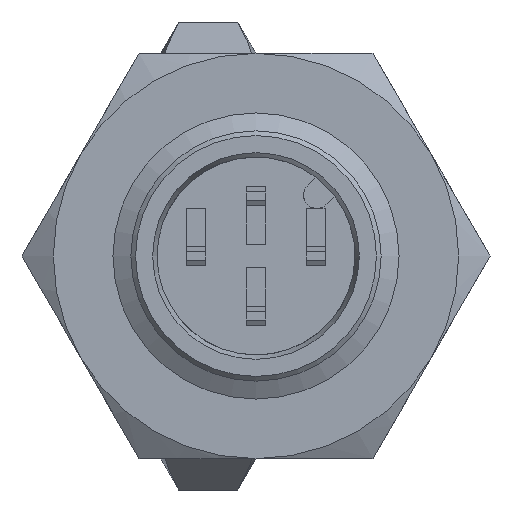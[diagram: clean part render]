
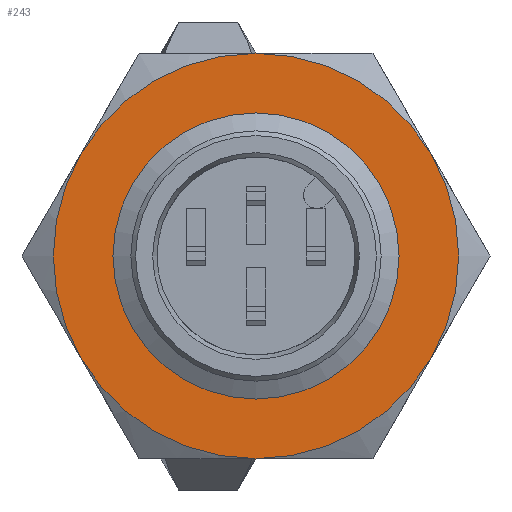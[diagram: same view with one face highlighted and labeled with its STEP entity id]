
A CAD part, left-side view. The second image highlights one B-rep face of the part: STEP entity #243.
In plain terms, the highlighted face is planar.
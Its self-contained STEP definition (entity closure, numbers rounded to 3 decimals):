
#243 = ADVANCED_FACE( '', ( #406, #407 ), #408, .T. );
#406 = FACE_BOUND( '', #587, .T. );
#407 = FACE_OUTER_BOUND( '', #588, .T. );
#408 = PLANE( '', #589 );
#587 = EDGE_LOOP( '', ( #1101 ) );
#588 = EDGE_LOOP( '', ( #1102, #1103, #1104, #1105, #1106, #1107 ) );
#589 = AXIS2_PLACEMENT_3D( '', #1108, #1109, #1110 );
#1101 = ORIENTED_EDGE( '', *, *, #1363, .F. );
#1102 = ORIENTED_EDGE( '', *, *, #1364, .T. );
#1103 = ORIENTED_EDGE( '', *, *, #1365, .T. );
#1104 = ORIENTED_EDGE( '', *, *, #1351, .T. );
#1105 = ORIENTED_EDGE( '', *, *, #1366, .T. );
#1106 = ORIENTED_EDGE( '', *, *, #1367, .T. );
#1107 = ORIENTED_EDGE( '', *, *, #1368, .T. );
#1108 = CARTESIAN_POINT( '', ( 8.5, 4., 14.722 ) );
#1109 = DIRECTION( '', ( 0., 1., 0. ) );
#1110 = DIRECTION( '', ( 0., 0., 1. ) );
#1351 = EDGE_CURVE( '', #1626, #1627, #1628, .T. );
#1363 = EDGE_CURVE( '', #1648, #1648, #1649, .T. );
#1364 = EDGE_CURVE( '', #1620, #1650, #1651, .T. );
#1365 = EDGE_CURVE( '', #1650, #1626, #1652, .T. );
#1366 = EDGE_CURVE( '', #1627, #1653, #1654, .T. );
#1367 = EDGE_CURVE( '', #1653, #1608, #1655, .T. );
#1368 = EDGE_CURVE( '', #1608, #1620, #1656, .T. );
#1608 = VERTEX_POINT( '', #2011 );
#1620 = VERTEX_POINT( '', #2049 );
#1626 = VERTEX_POINT( '', #2079 );
#1627 = VERTEX_POINT( '', #2080 );
#1628 = CIRCLE( '', #2081, 8.5 );
#1648 = VERTEX_POINT( '', #2152 );
#1649 = CIRCLE( '', #2153, 5.459 );
#1650 = VERTEX_POINT( '', #2154 );
#1651 = CIRCLE( '', #2155, 8.5 );
#1652 = CIRCLE( '', #2156, 8.5 );
#1653 = VERTEX_POINT( '', #2157 );
#1654 = CIRCLE( '', #2158, 8.5 );
#1655 = CIRCLE( '', #2159, 8.5 );
#1656 = CIRCLE( '', #2160, 8.5 );
#2011 = CARTESIAN_POINT( '', ( -4.25, 4., 7.361 ) );
#2049 = CARTESIAN_POINT( '', ( 4.25, 4., 7.361 ) );
#2079 = CARTESIAN_POINT( '', ( 4.25, 4., -7.361 ) );
#2080 = CARTESIAN_POINT( '', ( -4.25, 4., -7.361 ) );
#2081 = AXIS2_PLACEMENT_3D( '', #2393, #2394, #2395 );
#2152 = CARTESIAN_POINT( '', ( 0., 4., 5.459 ) );
#2153 = AXIS2_PLACEMENT_3D( '', #2399, #2400, #2401 );
#2154 = CARTESIAN_POINT( '', ( 8.5, 4., 0. ) );
#2155 = AXIS2_PLACEMENT_3D( '', #2402, #2403, #2404 );
#2156 = AXIS2_PLACEMENT_3D( '', #2405, #2406, #2407 );
#2157 = CARTESIAN_POINT( '', ( -8.5, 4., 0. ) );
#2158 = AXIS2_PLACEMENT_3D( '', #2408, #2409, #2410 );
#2159 = AXIS2_PLACEMENT_3D( '', #2411, #2412, #2413 );
#2160 = AXIS2_PLACEMENT_3D( '', #2414, #2415, #2416 );
#2393 = CARTESIAN_POINT( '', ( 0., 4., 0. ) );
#2394 = DIRECTION( '', ( 0., 1., 0. ) );
#2395 = DIRECTION( '', ( 0., 0., 1. ) );
#2399 = CARTESIAN_POINT( '', ( 0., 4., 0. ) );
#2400 = DIRECTION( '', ( 0., 1., 0. ) );
#2401 = DIRECTION( '', ( 0., 0., 1. ) );
#2402 = CARTESIAN_POINT( '', ( 0., 4., 0. ) );
#2403 = DIRECTION( '', ( 0., 1., 0. ) );
#2404 = DIRECTION( '', ( 0., 0., 1. ) );
#2405 = CARTESIAN_POINT( '', ( 0., 4., 0. ) );
#2406 = DIRECTION( '', ( 0., 1., 0. ) );
#2407 = DIRECTION( '', ( 0., 0., 1. ) );
#2408 = CARTESIAN_POINT( '', ( 0., 4., 0. ) );
#2409 = DIRECTION( '', ( 0., 1., 0. ) );
#2410 = DIRECTION( '', ( 0., 0., 1. ) );
#2411 = CARTESIAN_POINT( '', ( 0., 4., 0. ) );
#2412 = DIRECTION( '', ( 0., 1., 0. ) );
#2413 = DIRECTION( '', ( 0., 0., 1. ) );
#2414 = CARTESIAN_POINT( '', ( 0., 4., 0. ) );
#2415 = DIRECTION( '', ( 0., 1., 0. ) );
#2416 = DIRECTION( '', ( 0., 0., 1. ) );
